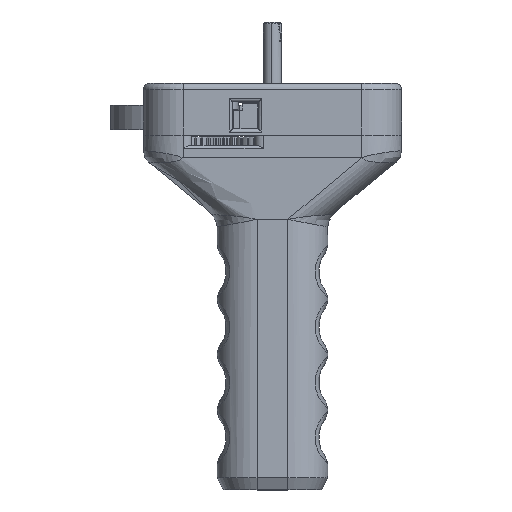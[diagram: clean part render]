
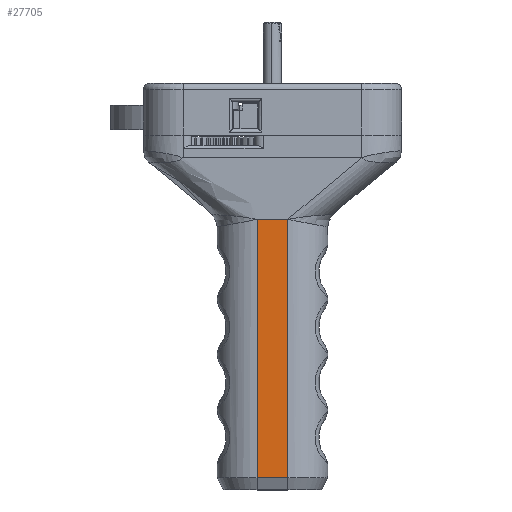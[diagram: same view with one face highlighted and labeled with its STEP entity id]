
A CAD part, top view. The second image highlights one B-rep face of the part: STEP entity #27705.
In plain terms, the highlighted planar face has unit normal (0, 0, 1).
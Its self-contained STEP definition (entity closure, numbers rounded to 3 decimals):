
#502 = CARTESIAN_POINT ( 'NONE',  ( -5., 88., 13. ) ) ;
#636 = VECTOR ( 'NONE', #4606, 1000. ) ;
#1651 = CARTESIAN_POINT ( 'NONE',  ( 3.34, 88., 13. ) ) ;
#3147 = EDGE_CURVE ( 'NONE', #24819, #19117, #30566, .T. ) ;
#4606 = DIRECTION ( 'NONE',  ( 1., 0., 0. ) ) ;
#5425 = CARTESIAN_POINT ( 'NONE',  ( -5., 4., 13. ) ) ;
#5912 = EDGE_LOOP ( 'NONE', ( #20965, #28051, #11088, #15344 ) ) ;
#6230 = VERTEX_POINT ( 'NONE', #5425 ) ;
#7913 = AXIS2_PLACEMENT_3D ( 'NONE', #23900, #11499, #8560 ) ;
#8560 = DIRECTION ( 'NONE',  ( -1., 0., 0. ) ) ;
#9162 = LINE ( 'NONE', #9651, #636 ) ;
#9339 = B_SPLINE_CURVE_WITH_KNOTS ( 'NONE', 3,
 ( #9788, #21871, #19088, #23995, #12079, #1651, #24143 ),
 .UNSPECIFIED., .F., .F.,
 ( 4, 1, 1, 1, 4 ),
 ( 0., 0.25, 0.5, 0.75, 1. ),
 .UNSPECIFIED. ) ;
#9651 = CARTESIAN_POINT ( 'NONE',  ( 0., 4., 13. ) ) ;
#9788 = CARTESIAN_POINT ( 'NONE',  ( -5., 88., 13. ) ) ;
#10451 = DIRECTION ( 'NONE',  ( 0., -1., 0. ) ) ;
#10780 = EDGE_CURVE ( 'NONE', #29862, #6230, #30339, .T. ) ;
#11017 = PLANE ( 'NONE',  #7913 ) ;
#11088 = ORIENTED_EDGE ( 'NONE', *, *, #3147, .F. ) ;
#11499 = DIRECTION ( 'NONE',  ( 0., 0., -1. ) ) ;
#12079 = CARTESIAN_POINT ( 'NONE',  ( 2.177, 88., 13. ) ) ;
#12402 = EDGE_CURVE ( 'NONE', #6230, #19117, #9162, .T. ) ;
#14872 = VECTOR ( 'NONE', #10451, 1000. ) ;
#15344 = ORIENTED_EDGE ( 'NONE', *, *, #22491, .F. ) ;
#18559 = CARTESIAN_POINT ( 'NONE',  ( -5., 88., 13. ) ) ;
#19088 = CARTESIAN_POINT ( 'NONE',  ( -2.167, 88., 13. ) ) ;
#19117 = VERTEX_POINT ( 'NONE', #19861 ) ;
#19861 = CARTESIAN_POINT ( 'NONE',  ( 5., 4., 13. ) ) ;
#20938 = CARTESIAN_POINT ( 'NONE',  ( 5., 88., 13. ) ) ;
#20965 = ORIENTED_EDGE ( 'NONE', *, *, #10780, .T. ) ;
#21871 = CARTESIAN_POINT ( 'NONE',  ( -3.34, 88., 13. ) ) ;
#22491 = EDGE_CURVE ( 'NONE', #29862, #24819, #9339, .T. ) ;
#22838 = CARTESIAN_POINT ( 'NONE',  ( 5., 88., 13. ) ) ;
#23900 = CARTESIAN_POINT ( 'NONE',  ( 0., 88., 13. ) ) ;
#23918 = VECTOR ( 'NONE', #26299, 1000. ) ;
#23995 = CARTESIAN_POINT ( 'NONE',  ( -0.012, 88., 13. ) ) ;
#24058 = FACE_OUTER_BOUND ( 'NONE', #5912, .T. ) ;
#24143 = CARTESIAN_POINT ( 'NONE',  ( 5., 88., 13. ) ) ;
#24819 = VERTEX_POINT ( 'NONE', #22838 ) ;
#26299 = DIRECTION ( 'NONE',  ( 0., -1., 0. ) ) ;
#27705 = ADVANCED_FACE ( 'NONE', ( #24058 ), #11017, .F. ) ;
#28051 = ORIENTED_EDGE ( 'NONE', *, *, #12402, .T. ) ;
#29862 = VERTEX_POINT ( 'NONE', #18559 ) ;
#30339 = LINE ( 'NONE', #502, #14872 ) ;
#30566 = LINE ( 'NONE', #20938, #23918 ) ;
